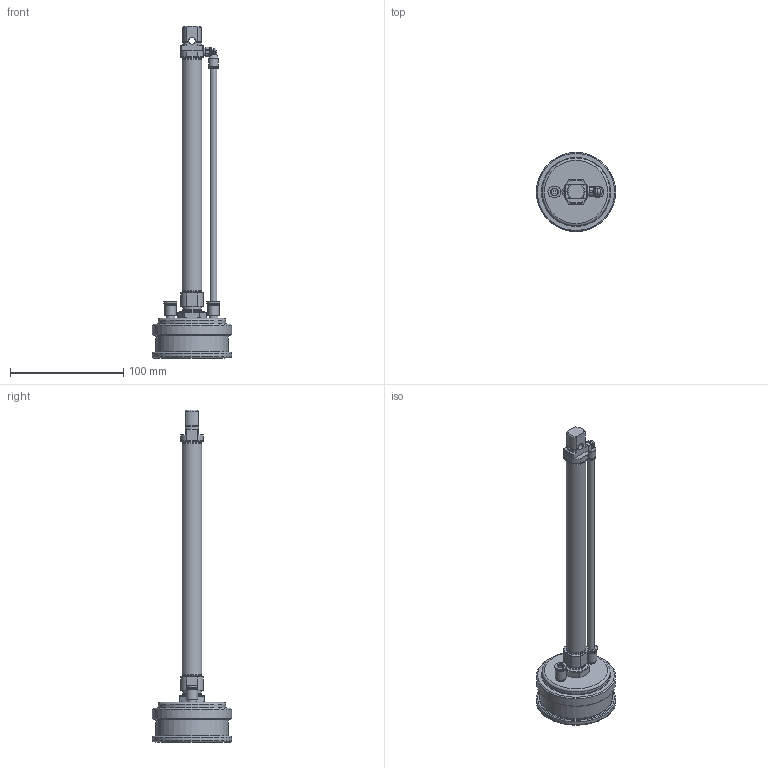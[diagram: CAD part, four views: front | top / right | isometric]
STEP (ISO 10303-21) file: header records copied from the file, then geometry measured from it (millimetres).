
FILE_DESCRIPTION(/* description */ ('Unknown','CAx-IF Rec.Pracs.---Representation and Presentation of Product Manufacturing Information (PMI)---4.0---2014-10-13','CAx-IF Rec.Pracs.---3D Tessellated Geometry---0.4---2014-09-14','2;1'),/* implementation_level */ '2;1');
FILE_NAME(/* name */ '503578_Deckel_mit_Zusatzzylinder_310ml',/* time_stamp */ '2021-12-21T11:41:12+01:00',/* author */ ('Unknown'),/* organization */ ('Unknown'),/* preprocessor_version */ 'ST-DEVELOPER v16.7',/* originating_system */ 'Solid Edge',/* authorisation */ 'Unknown');
FILE_SCHEMA (('AP242_MANAGED_MODEL_BASED_3D_ENGINEERING_MIM_LF { 1 0 10303 442 1 1 4 }'));
Length unit declared in the file: millimetre
Products named in the file (11): 503578_Deckel_mit_Zusatzzylinder_310ml; S01493_R2_Deckel; O-Ring 38x4,5; O-Ring 18x2; Screw_DIN_7991_M4x14_v16.00; S01494_R0_Einsatz; 11.DM.16175_114831; S00879_R1_Druckscheibe_310cc; Riegler_M5_148803 Schnellsteckanschluss; Legris_3199-04-19_M5_90Grad_4; Schlauch_6mm_220_mm
Assembly tree (12 placements, depth 2):
  503578_Deckel_mit_Zusatzzylinder_310ml
    S01493_R2_Deckel
    O-Ring 38x4,5
    O-Ring 18x2
    Screw_DIN_7991_M4x14_v16.00  x2
    S01494_R0_Einsatz
    11.DM.16175_114831
    S00879_R1_Druckscheibe_310cc
    Riegler_M5_148803 Schnellsteckanschluss  x2
    Legris_3199-04-19_M5_90Grad_4
    Schlauch_6mm_220_mm
Bounding box: 70 x 70 x 293.25 mm (x, y, z)
Volume: 168532.2 mm3; surface area: 68217.7 mm2
Topology: 12 solids, 18 shells, 384 faces, 830 edges, 519 vertices
Faces by surface type: plane 148, cylinder 121, cone 76, torus 37, sphere 2
Full cylindrical faces by diameter (mm): 3.141 x2, 3.2 x1, 3.242 x4, 3.5 x2, 4 x6, 4.019 x2, 4.134 x2, 4.2 x1, 4.5 x2, 4.8 x1, 4.917 x1, 5 x3, 5.2 x1, 5.8 x1, 6 x8, 6.8 x2, 7.8 x4, 8 x2, 8.1 x1, 8.5 x1, 10 x2, 11.4 x1, 11.8 x1, 14 x1, 14.34 x1, 15 x1, 15.5 x4, 16 x3, 17.4 x3, 18 x1
Entity records: 9433 total; most frequent: CARTESIAN_POINT 1737, DIRECTION 1497, ORIENTED_EDGE 1196, AXIS2_PLACEMENT_3D 655, EDGE_CURVE 598, FACE_BOUND 530, EDGE_LOOP 526, VERTEX_POINT 442
